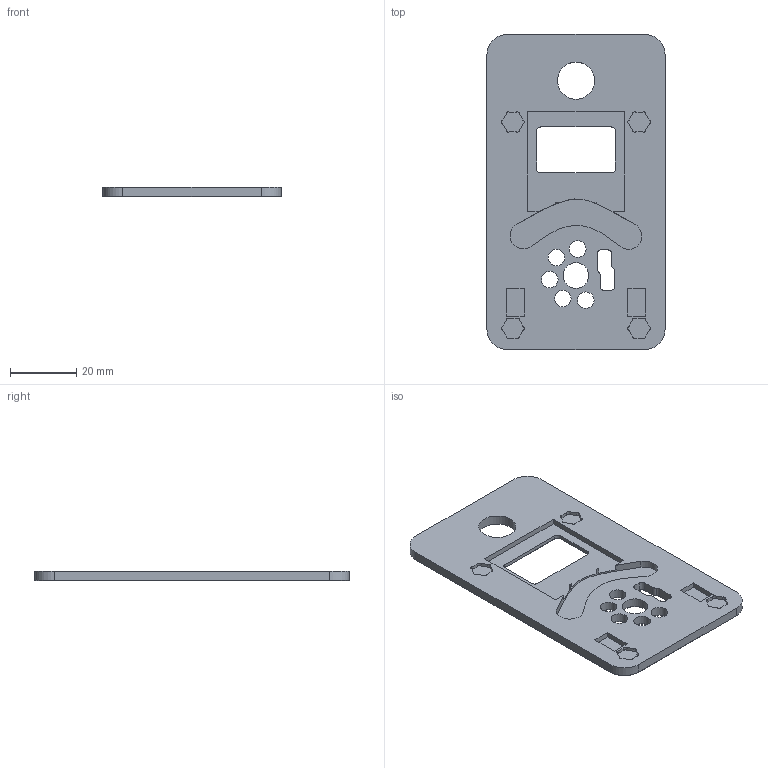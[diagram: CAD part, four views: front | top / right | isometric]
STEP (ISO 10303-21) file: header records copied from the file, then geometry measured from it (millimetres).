
FILE_DESCRIPTION(/* description */ (''),/* implementation_level */ '2;1');
FILE_NAME(/* name */ 'Pithy Screen Plus Faceplate.step',/* time_stamp */ '2021-02-01T21:10:24+00:00',/* author */ (''),/* organization */ (''),/* preprocessor_version */ 'ST-DEVELOPER v18.1',/* originating_system */ 'Autodesk Translation Framework v9.7.0.1280',/* authorisation */ '');
FILE_SCHEMA (('AUTOMOTIVE_DESIGN { 1 0 10303 214 3 1 1 }'));
Length unit declared in the file: millimetre
Products named in the file (1): Top
Bounding box: 53.72 x 95.05 x 3 mm (x, y, z)
Volume: 11518.2 mm3; surface area: 10823.7 mm2
Topology: 1 solids, 1 shells, 156 faces, 405 edges, 258 vertices
Faces by surface type: plane 83, cylinder 49, cone 22, bspline 2
Full cylindrical faces by diameter (mm): 5 x5, 7.73 x1, 11.2 x1
Entity records: 5244 total; most frequent: CARTESIAN_POINT 1292, DIRECTION 819, ORIENTED_EDGE 810, EDGE_CURVE 405, AXIS2_PLACEMENT_3D 275, LINE 269, VECTOR 269, VERTEX_POINT 258
